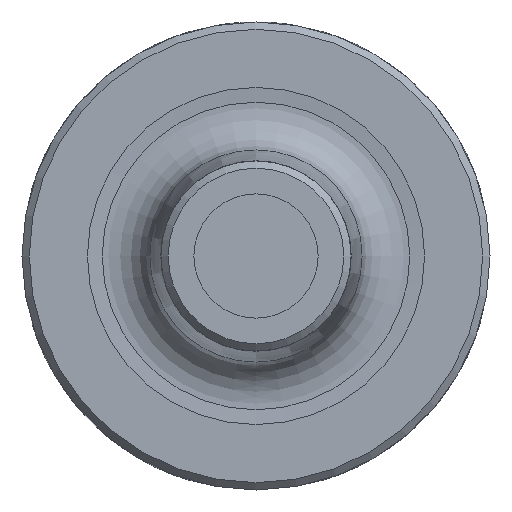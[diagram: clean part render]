
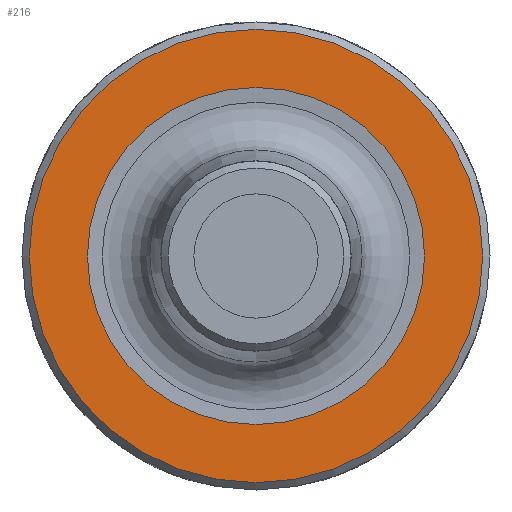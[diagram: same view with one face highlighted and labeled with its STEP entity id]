
A CAD part, left-side view. The second image highlights one B-rep face of the part: STEP entity #216.
In plain terms, the highlighted planar face has unit normal (-1, 0, 0).
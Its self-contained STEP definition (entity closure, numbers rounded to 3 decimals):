
#174=FACE_BOUND('',#315,.T.);
#175=FACE_BOUND('',#316,.T.);
#216=ADVANCED_FACE('',(#174,#175),#238,.F.);
#238=PLANE('',#678);
#315=EDGE_LOOP('',(#449));
#316=EDGE_LOOP('',(#450));
#449=ORIENTED_EDGE('',*,*,#586,.T.);
#450=ORIENTED_EDGE('',*,*,#585,.F.);
#516=VERTEX_POINT('',#1371);
#517=VERTEX_POINT('',#1374);
#585=EDGE_CURVE('',#516,#516,#606,.T.);
#586=EDGE_CURVE('',#517,#517,#607,.T.);
#606=CIRCLE('',#675,11.524);
#607=CIRCLE('',#677,15.5);
#675=AXIS2_PLACEMENT_3D('',#1370,#822,#823);
#677=AXIS2_PLACEMENT_3D('',#1373,#826,#827);
#678=AXIS2_PLACEMENT_3D('',#1375,#828,#829);
#822=DIRECTION('',(-1.,0.,0.));
#823=DIRECTION('',(0.,0.,-1.));
#826=DIRECTION('',(-1.,0.,0.));
#827=DIRECTION('',(0.,0.,-1.));
#828=DIRECTION('',(1.,0.,0.));
#829=DIRECTION('',(0.,0.,-1.));
#1370=CARTESIAN_POINT('',(15.,0.,0.));
#1371=CARTESIAN_POINT('',(15.,0.,-11.524));
#1373=CARTESIAN_POINT('',(15.,0.,0.));
#1374=CARTESIAN_POINT('',(15.,0.,-15.5));
#1375=CARTESIAN_POINT('',(15.,11.524,0.));
